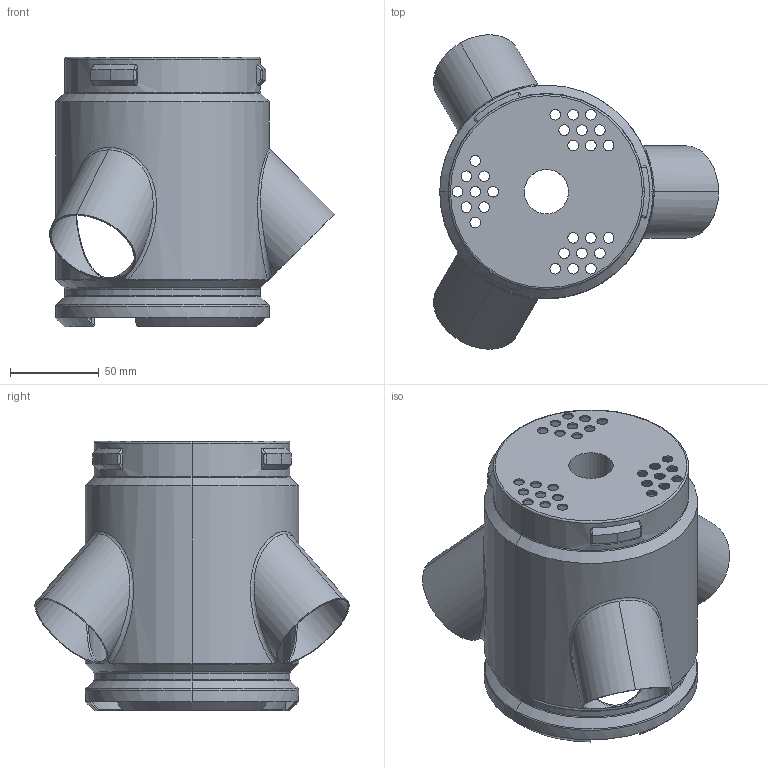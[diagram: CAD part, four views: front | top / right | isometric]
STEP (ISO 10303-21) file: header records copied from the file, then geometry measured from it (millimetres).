
FILE_DESCRIPTION (( 'STEP AP203' ), '1' );
FILE_NAME ('cup_holder_fer.STEP', '2025-04-16T05:50:02', ( '' ), ( '' ), 'SwSTEP 2.0', 'SolidWorks 2018', '' );
FILE_SCHEMA (( 'CONFIG_CONTROL_DESIGN' ));
Length unit declared in the file: millimetre
Products named in the file (1): cup_holder_fer
Bounding box: 160.26 x 176.87 x 151.5 mm (x, y, z)
Volume: 75512.9 mm3; surface area: 150189.1 mm2
Topology: 1 solids, 1 shells, 255 faces, 681 edges, 432 vertices
Faces by surface type: cylinder 115, plane 63, cone 43, bspline 20, torus 14
Entity records: 12163 total; most frequent: CARTESIAN_POINT 5653, ORIENTED_EDGE 1362, DIRECTION 1342, EDGE_CURVE 681, AXIS2_PLACEMENT_3D 539, VERTEX_POINT 432, EDGE_LOOP 321, CIRCLE 303
